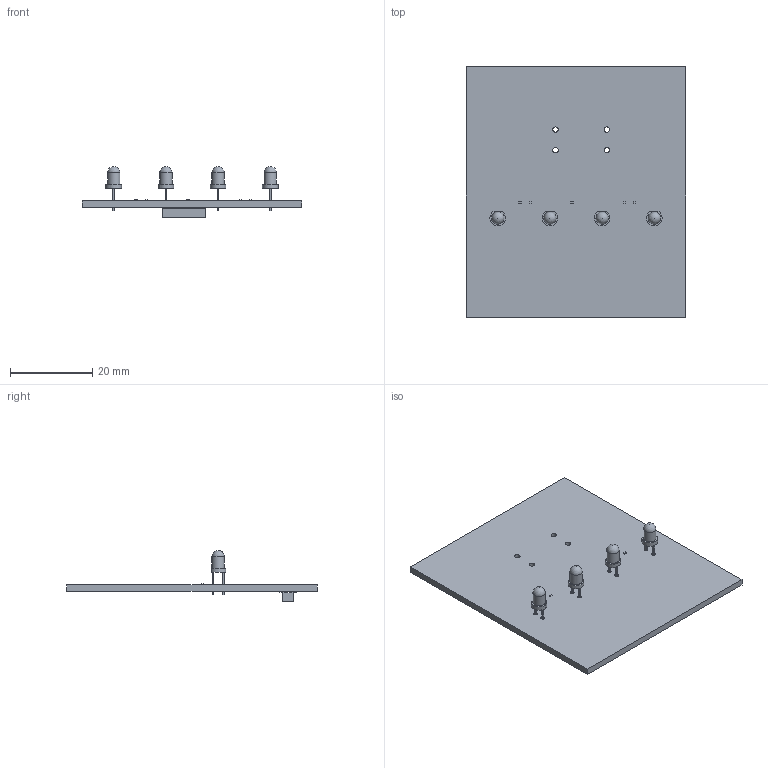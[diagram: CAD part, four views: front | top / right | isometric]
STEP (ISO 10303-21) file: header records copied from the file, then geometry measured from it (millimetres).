
FILE_DESCRIPTION(('KiCad electronic assembly'),'2;1');
FILE_NAME('Final_Project.step','2023-05-31T09:42:44',('Pcbnew'),('Kicad' ),'Open CASCADE STEP processor 7.6','KiCad to STEP converter', 'Unknown');
FILE_SCHEMA(('AUTOMOTIVE_DESIGN { 1 0 10303 214 1 1 1 1 }'));
Length unit declared in the file: millimetre
Products named in the file (8): Final_Project 1; R_0201_0603Metric; SOLID; LED_D3.0mm; PinSocket_2x10_P1.00mm_Vertical_SMD; PCB
Assembly tree (14 placements, depth 3):
  Final_Project 1
    R_0201_0603Metric  x5
      SOLID
    LED_D3.0mm  x4
      SOLID
    PinSocket_2x10_P1.00mm_Vertical_SMD
      SOLID
    PCB
Bounding box: 53.34 x 60.96 x 12.4 mm (x, y, z)
Volume: 5398.2 mm3; surface area: 7433.1 mm2
Topology: 11 solids, 11 shells, 922 faces, 2320 edges, 1484 vertices
Faces by surface type: plane 798, cylinder 120, sphere 4
Full cylindrical faces by diameter (mm): 0.9 x8, 1.3 x4, 3 x4
Entity records: 53641 total; most frequent: CARTESIAN_POINT 8592, DIRECTION 7434, LINE 5479, VECTOR 5479, ORIENTED_EDGE 3876, PCURVE 3876, DEFINITIONAL_REPRESENTATION 3876, EDGE_CURVE 1938
